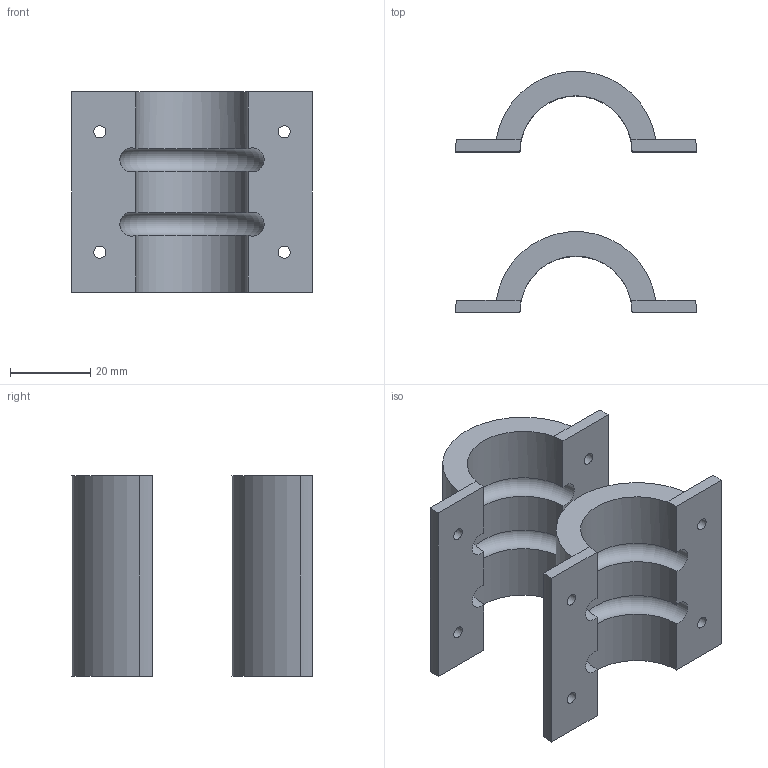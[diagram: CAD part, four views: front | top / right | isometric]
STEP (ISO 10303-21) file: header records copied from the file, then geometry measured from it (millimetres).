
FILE_DESCRIPTION(/* description */ (''),/* implementation_level */ '2;1');
FILE_NAME(/* name */ 'Pulley roller v1.step',/* time_stamp */ '2020-03-01T12:34:30-05:00',/* author */ (''),/* organization */ (''),/* preprocessor_version */ 'ST-DEVELOPER v18',/* originating_system */ 'Autodesk Translation Framework v8.12.0.6',/* authorisation */ '');
FILE_SCHEMA (('AUTOMOTIVE_DESIGN { 1 0 10303 214 3 1 1 }'));
Length unit declared in the file: millimetre
Products named in the file (1): Pulley roller
Bounding box: 60 x 60.05 x 50 mm (x, y, z)
Volume: 34669.6 mm3; surface area: 18790.3 mm2
Topology: 2 solids, 2 shells, 40 faces, 104 edges, 68 vertices
Faces by surface type: cylinder 20, plane 16, torus 4
Full cylindrical faces by diameter (mm): 3 x8
Entity records: 1312 total; most frequent: DIRECTION 238, CARTESIAN_POINT 213, ORIENTED_EDGE 208, EDGE_CURVE 104, AXIS2_PLACEMENT_3D 93, VERTEX_POINT 68, EDGE_LOOP 56, LINE 52
